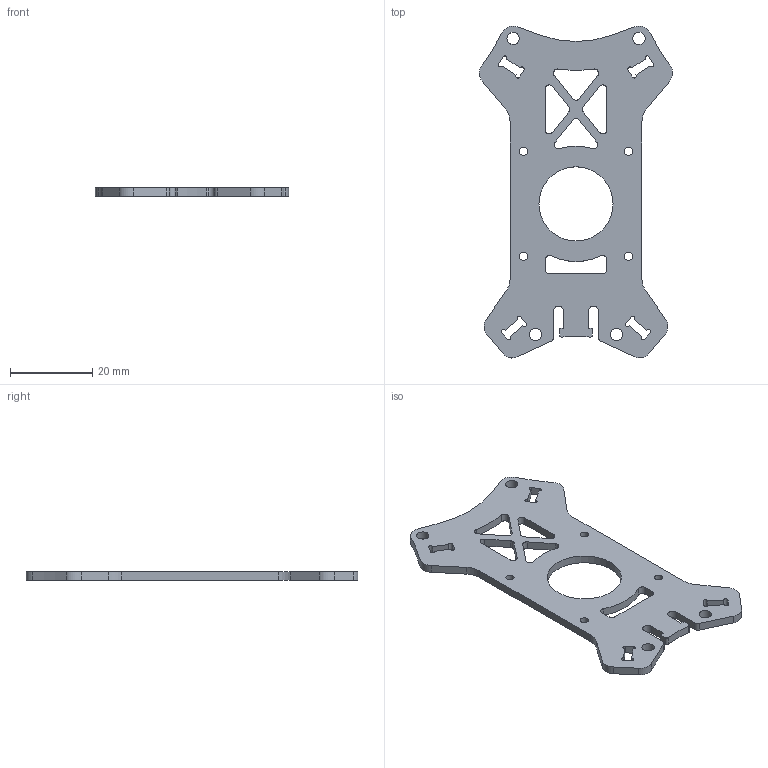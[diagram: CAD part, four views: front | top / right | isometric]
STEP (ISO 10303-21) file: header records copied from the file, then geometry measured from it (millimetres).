
FILE_DESCRIPTION(('FreeCAD Model'),'2;1');
FILE_NAME('source_v_whoop_baseplate.step', '2021-03-19T12:50:48',('Author'),(''), 'Open CASCADE STEP processor 7.5','FreeCAD','Unknown');
FILE_SCHEMA(('AUTOMOTIVE_DESIGN { 1 0 10303 214 1 1 1 1 }'));
Length unit declared in the file: millimetre
Products named in the file (1): Body002
Bounding box: 46.94 x 80.59 x 2 mm (x, y, z)
Volume: 4206.9 mm3; surface area: 5457.4 mm2
Topology: 1 solids, 1 shells, 117 faces, 381 edges, 266 vertices
Faces by surface type: cylinder 68, plane 49
Full cylindrical faces by diameter (mm): 2 x4, 3 x4, 18 x1
Entity records: 9735 total; most frequent: CARTESIAN_POINT 2288, DIRECTION 1420, LINE 794, VECTOR 794, ORIENTED_EDGE 762, PCURVE 762, DEFINITIONAL_REPRESENTATION 762, EDGE_CURVE 381
